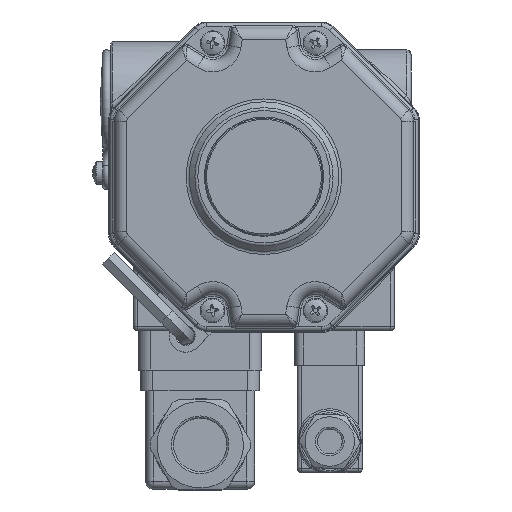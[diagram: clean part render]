
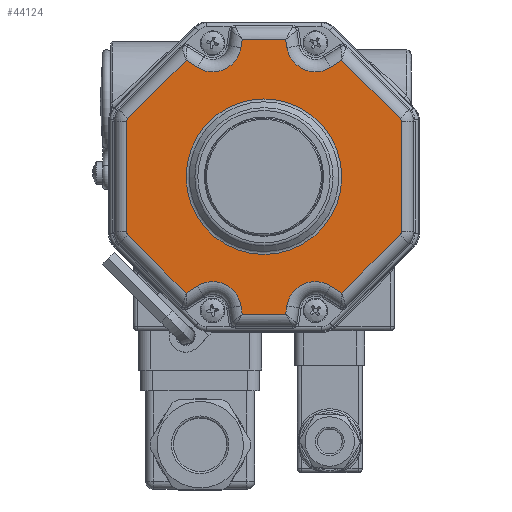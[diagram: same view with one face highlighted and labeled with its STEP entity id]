
A CAD part, top view. The second image highlights one B-rep face of the part: STEP entity #44124.
In plain terms, the highlighted face is planar.
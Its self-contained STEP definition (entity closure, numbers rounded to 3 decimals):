
#4084=LINE('',#76503,#6347);
#4087=LINE('',#76510,#6350);
#4088=LINE('',#76521,#6351);
#4091=LINE('',#76545,#6354);
#4092=LINE('',#76629,#6355);
#4095=LINE('',#76650,#6358);
#4096=LINE('',#76767,#6359);
#4099=LINE('',#76774,#6362);
#4100=LINE('',#76799,#6363);
#4103=LINE('',#76823,#6366);
#4104=LINE('',#76954,#6367);
#4107=LINE('',#76961,#6370);
#4108=LINE('',#77031,#6371);
#4111=LINE('',#77038,#6374);
#4112=LINE('',#77069,#6375);
#4115=LINE('',#77089,#6378);
#6347=VECTOR('',#58029,1000.);
#6350=VECTOR('',#58036,1000.);
#6351=VECTOR('',#58049,1000.);
#6354=VECTOR('',#58056,1000.);
#6355=VECTOR('',#58069,1000.);
#6358=VECTOR('',#58074,1000.);
#6359=VECTOR('',#58083,1000.);
#6362=VECTOR('',#58090,1000.);
#6363=VECTOR('',#58101,1000.);
#6366=VECTOR('',#58108,1000.);
#6367=VECTOR('',#58115,1000.);
#6370=VECTOR('',#58122,1000.);
#6371=VECTOR('',#58137,1000.);
#6374=VECTOR('',#58144,1000.);
#6375=VECTOR('',#58163,1000.);
#6378=VECTOR('',#58168,1000.);
#15209=ORIENTED_EDGE('',*,*,#21352,.T.);
#15210=ORIENTED_EDGE('',*,*,#21531,.T.);
#15211=ORIENTED_EDGE('',*,*,#21342,.T.);
#15212=ORIENTED_EDGE('',*,*,#21338,.T.);
#15213=ORIENTED_EDGE('',*,*,#21344,.T.);
#15214=ORIENTED_EDGE('',*,*,#21347,.T.);
#15215=ORIENTED_EDGE('',*,*,#21354,.T.);
#15216=ORIENTED_EDGE('',*,*,#21359,.T.);
#15217=ORIENTED_EDGE('',*,*,#21369,.T.);
#15218=ORIENTED_EDGE('',*,*,#21375,.T.);
#15219=ORIENTED_EDGE('',*,*,#21378,.T.);
#15220=ORIENTED_EDGE('',*,*,#21389,.T.);
#15221=ORIENTED_EDGE('',*,*,#21400,.T.);
#15222=ORIENTED_EDGE('',*,*,#21406,.T.);
#15223=ORIENTED_EDGE('',*,*,#21412,.T.);
#15224=ORIENTED_EDGE('',*,*,#21416,.T.);
#15225=ORIENTED_EDGE('',*,*,#21410,.T.);
#15226=ORIENTED_EDGE('',*,*,#21404,.T.);
#15227=ORIENTED_EDGE('',*,*,#21398,.T.);
#15228=ORIENTED_EDGE('',*,*,#21393,.T.);
#15229=ORIENTED_EDGE('',*,*,#21383,.T.);
#15230=ORIENTED_EDGE('',*,*,#21532,.T.);
#15231=ORIENTED_EDGE('',*,*,#21373,.T.);
#15232=ORIENTED_EDGE('',*,*,#21363,.T.);
#15233=ORIENTED_EDGE('',*,*,#21533,.T.);
#21338=EDGE_CURVE('',#25033,#25035,#4084,.T.);
#21342=EDGE_CURVE('',#25036,#25033,#4087,.T.);
#21344=EDGE_CURVE('',#25035,#25039,#27667,.T.);
#21347=EDGE_CURVE('',#25039,#25041,#4088,.T.);
#21352=EDGE_CURVE('',#25042,#25045,#4091,.T.);
#21354=EDGE_CURVE('',#25041,#25047,#27672,.T.);
#21359=EDGE_CURVE('',#25047,#25050,#4092,.T.);
#21363=EDGE_CURVE('',#25051,#25042,#4095,.T.);
#21369=EDGE_CURVE('',#25050,#25056,#4096,.T.);
#21373=EDGE_CURVE('',#25057,#25051,#4099,.T.);
#21375=EDGE_CURVE('',#25056,#25060,#27680,.T.);
#21378=EDGE_CURVE('',#25060,#25062,#4100,.T.);
#21383=EDGE_CURVE('',#25063,#25066,#4103,.T.);
#21389=EDGE_CURVE('',#25062,#25070,#4104,.T.);
#21393=EDGE_CURVE('',#25071,#25063,#4107,.T.);
#21398=EDGE_CURVE('',#25074,#25071,#27689,.T.);
#21400=EDGE_CURVE('',#25070,#25077,#4108,.T.);
#21404=EDGE_CURVE('',#25078,#25074,#4111,.T.);
#21406=EDGE_CURVE('',#25077,#25081,#27693,.T.);
#21410=EDGE_CURVE('',#25082,#25078,#27697,.T.);
#21412=EDGE_CURVE('',#25081,#25085,#4112,.T.);
#21416=EDGE_CURVE('',#25085,#25082,#4115,.T.);
#21531=EDGE_CURVE('',#25045,#25036,#27732,.T.);
#21532=EDGE_CURVE('',#25066,#25057,#27733,.T.);
#21533=EDGE_CURVE('',#25149,#25149,#27734,.T.);
#25033=VERTEX_POINT('',#76483);
#25035=VERTEX_POINT('',#76502);
#25036=VERTEX_POINT('',#76507);
#25039=VERTEX_POINT('',#76514);
#25041=VERTEX_POINT('',#76520);
#25042=VERTEX_POINT('',#76539);
#25045=VERTEX_POINT('',#76544);
#25047=VERTEX_POINT('',#76549);
#25050=VERTEX_POINT('',#76628);
#25051=VERTEX_POINT('',#76647);
#25056=VERTEX_POINT('',#76766);
#25057=VERTEX_POINT('',#76771);
#25060=VERTEX_POINT('',#76778);
#25062=VERTEX_POINT('',#76798);
#25063=VERTEX_POINT('',#76817);
#25066=VERTEX_POINT('',#76822);
#25070=VERTEX_POINT('',#76953);
#25071=VERTEX_POINT('',#76958);
#25074=VERTEX_POINT('',#77023);
#25077=VERTEX_POINT('',#77030);
#25078=VERTEX_POINT('',#77035);
#25081=VERTEX_POINT('',#77042);
#25082=VERTEX_POINT('',#77047);
#25085=VERTEX_POINT('',#77068);
#25149=VERTEX_POINT('',#77355);
#27667=CIRCLE('',#48230,1.);
#27672=CIRCLE('',#48238,1.);
#27680=CIRCLE('',#48251,7.);
#27689=CIRCLE('',#48265,1.);
#27693=CIRCLE('',#48272,7.);
#27697=CIRCLE('',#48277,1.);
#27732=CIRCLE('',#48364,7.);
#27733=CIRCLE('',#48365,7.);
#27734=CIRCLE('',#48366,18.914);
#30227=EDGE_LOOP('',(#15209,#15210,#15211,#15212,#15213,#15214,#15215,#15216,
#15217,#15218,#15219,#15220,#15221,#15222,#15223,#15224,#15225,#15226,#15227,
#15228,#15229,#15230,#15231,#15232));
#30228=EDGE_LOOP('',(#15233));
#32958=FACE_BOUND('',#30227,.T.);
#32959=FACE_BOUND('',#30228,.T.);
#34060=PLANE('',#48363);
#44124=ADVANCED_FACE('',(#32958,#32959),#34060,.T.);
#48230=AXIS2_PLACEMENT_3D('',#76515,#58041,#58042);
#48238=AXIS2_PLACEMENT_3D('',#76550,#58061,#58062);
#48251=AXIS2_PLACEMENT_3D('',#76779,#58095,#58096);
#48265=AXIS2_PLACEMENT_3D('',#77026,#58131,#58132);
#48272=AXIS2_PLACEMENT_3D('',#77043,#58149,#58150);
#48277=AXIS2_PLACEMENT_3D('',#77050,#58159,#58160);
#48363=AXIS2_PLACEMENT_3D('',#77351,#58415,#58416);
#48364=AXIS2_PLACEMENT_3D('',#77352,#58417,#58418);
#48365=AXIS2_PLACEMENT_3D('',#77353,#58419,#58420);
#48366=AXIS2_PLACEMENT_3D('',#77354,#58421,#58422);
#58029=DIRECTION('',(-0.707,0.,0.707));
#58036=DIRECTION('',(-0.844,0.,-0.536));
#58041=DIRECTION('',(0.,1.,0.));
#58042=DIRECTION('',(0.,0.,1.));
#58049=DIRECTION('',(0.,0.,1.));
#58056=DIRECTION('',(-0.156,0.,0.988));
#58061=DIRECTION('',(0.,1.,0.));
#58062=DIRECTION('',(0.,0.,1.));
#58069=DIRECTION('',(0.707,0.,0.707));
#58074=DIRECTION('',(-1.,0.,0.));
#58083=DIRECTION('',(0.844,0.,-0.536));
#58090=DIRECTION('',(-0.156,0.,-0.988));
#58095=DIRECTION('',(0.,-1.,0.));
#58096=DIRECTION('',(0.,0.,1.));
#58101=DIRECTION('',(0.156,0.,0.988));
#58108=DIRECTION('',(-0.844,0.,0.536));
#58115=DIRECTION('',(1.,0.,0.));
#58122=DIRECTION('',(-0.707,0.,-0.707));
#58131=DIRECTION('',(0.,1.,0.));
#58132=DIRECTION('',(0.,0.,1.));
#58137=DIRECTION('',(0.156,0.,-0.988));
#58144=DIRECTION('',(0.,0.,-1.));
#58149=DIRECTION('',(0.,-1.,0.));
#58150=DIRECTION('',(0.,0.,1.));
#58159=DIRECTION('',(0.,1.,0.));
#58160=DIRECTION('',(0.,0.,1.));
#58163=DIRECTION('',(0.844,0.,0.536));
#58168=DIRECTION('',(0.707,0.,-0.707));
#58415=DIRECTION('',(0.,1.,0.));
#58416=DIRECTION('',(0.,0.,1.));
#58417=DIRECTION('',(0.,-1.,0.));
#58418=DIRECTION('',(0.,0.,1.));
#58419=DIRECTION('',(0.,-1.,0.));
#58420=DIRECTION('',(0.,0.,1.));
#58421=DIRECTION('',(0.,-1.,0.));
#58422=DIRECTION('',(0.,0.,1.));
#76483=CARTESIAN_POINT('',(-18.939,26.,-28.296));
#76502=CARTESIAN_POINT('',(-33.107,26.,-14.128));
#76503=CARTESIAN_POINT('',(-33.107,26.,-14.128));
#76507=CARTESIAN_POINT('',(-16.251,26.,-26.59));
#76510=CARTESIAN_POINT('',(-20.292,26.,-29.154));
#76514=CARTESIAN_POINT('',(-33.4,26.,-13.421));
#76515=CARTESIAN_POINT('',(-32.4,26.,-13.421));
#76520=CARTESIAN_POINT('',(-33.4,26.,13.421));
#76521=CARTESIAN_POINT('',(-33.4,26.,13.421));
#76539=CARTESIAN_POINT('',(-5.27,26.,-33.4));
#76544=CARTESIAN_POINT('',(-5.586,26.,-31.405));
#76545=CARTESIAN_POINT('',(-10.302,26.,-1.632));
#76549=CARTESIAN_POINT('',(-33.107,26.,14.128));
#76550=CARTESIAN_POINT('',(-32.4,26.,13.421));
#76628=CARTESIAN_POINT('',(-18.939,26.,28.296));
#76629=CARTESIAN_POINT('',(-17.806,26.,29.429));
#76647=CARTESIAN_POINT('',(5.27,26.,-33.4));
#76650=CARTESIAN_POINT('',(-6.978,26.,-33.4));
#76766=CARTESIAN_POINT('',(-16.251,26.,26.59));
#76767=CARTESIAN_POINT('',(7.364,26.,11.603));
#76771=CARTESIAN_POINT('',(5.586,26.,-31.405));
#76774=CARTESIAN_POINT('',(5.003,26.,-35.087));
#76778=CARTESIAN_POINT('',(-5.586,26.,31.405));
#76779=CARTESIAN_POINT('',(-12.5,26.,32.5));
#76798=CARTESIAN_POINT('',(-5.27,26.,33.4));
#76799=CARTESIAN_POINT('',(-5.003,26.,35.087));
#76817=CARTESIAN_POINT('',(18.939,26.,-28.296));
#76822=CARTESIAN_POINT('',(16.251,26.,-26.59));
#76823=CARTESIAN_POINT('',(-7.364,26.,-11.603));
#76953=CARTESIAN_POINT('',(5.27,26.,33.4));
#76954=CARTESIAN_POINT('',(6.978,26.,33.4));
#76958=CARTESIAN_POINT('',(33.107,26.,-14.128));
#76961=CARTESIAN_POINT('',(17.806,26.,-29.429));
#77023=CARTESIAN_POINT('',(33.4,26.,-13.421));
#77026=CARTESIAN_POINT('',(32.4,26.,-13.421));
#77030=CARTESIAN_POINT('',(5.586,26.,31.405));
#77031=CARTESIAN_POINT('',(10.302,26.,1.632));
#77035=CARTESIAN_POINT('',(33.4,26.,13.421));
#77038=CARTESIAN_POINT('',(33.4,26.,-13.421));
#77042=CARTESIAN_POINT('',(16.251,26.,26.59));
#77043=CARTESIAN_POINT('',(12.5,26.,32.5));
#77047=CARTESIAN_POINT('',(33.107,26.,14.128));
#77050=CARTESIAN_POINT('',(32.4,26.,13.421));
#77068=CARTESIAN_POINT('',(18.939,26.,28.296));
#77069=CARTESIAN_POINT('',(20.292,26.,29.154));
#77089=CARTESIAN_POINT('',(33.107,26.,14.128));
#77351=CARTESIAN_POINT('',(0.,26.,0.));
#77352=CARTESIAN_POINT('',(-12.5,26.,-32.5));
#77353=CARTESIAN_POINT('',(12.5,26.,-32.5));
#77354=CARTESIAN_POINT('',(0.,26.,0.));
#77355=CARTESIAN_POINT('',(0.,26.,18.914));
